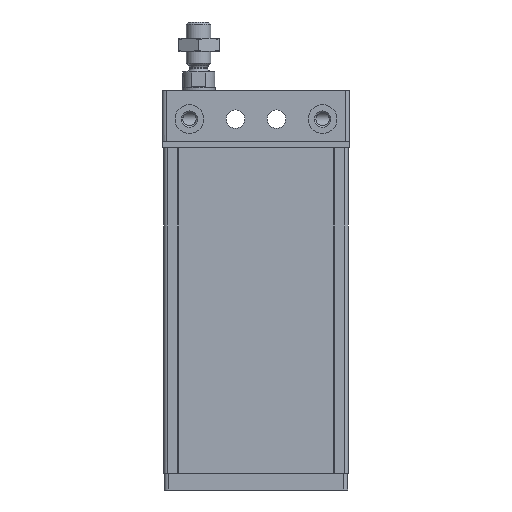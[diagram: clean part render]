
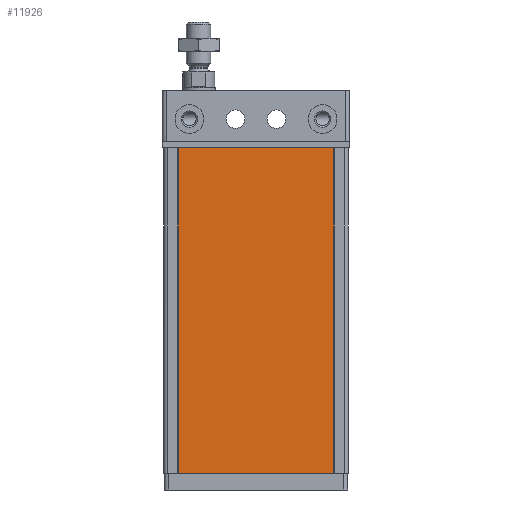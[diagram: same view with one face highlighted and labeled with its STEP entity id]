
A CAD part, front view. The second image highlights one B-rep face of the part: STEP entity #11926.
In plain terms, the highlighted planar face has unit normal (0, -1, 0).
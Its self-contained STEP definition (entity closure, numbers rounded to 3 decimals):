
#220=PLANE('',#15734);
#714=LINE('',#21549,#1676);
#715=LINE('',#21551,#1677);
#716=LINE('',#21553,#1678);
#717=LINE('',#21555,#1679);
#1676=VECTOR('',#17592,1000.);
#1677=VECTOR('',#17595,1000.);
#1678=VECTOR('',#17596,1000.);
#1679=VECTOR('',#17597,1000.);
#3594=ORIENTED_EDGE('',*,*,#6919,.F.);
#3595=ORIENTED_EDGE('',*,*,#6918,.F.);
#3596=ORIENTED_EDGE('',*,*,#6920,.T.);
#3597=ORIENTED_EDGE('',*,*,#6921,.T.);
#6918=EDGE_CURVE('',#8561,#8560,#714,.T.);
#6919=EDGE_CURVE('',#8560,#8562,#715,.T.);
#6920=EDGE_CURVE('',#8561,#8563,#716,.T.);
#6921=EDGE_CURVE('',#8563,#8562,#717,.T.);
#8560=VERTEX_POINT('',#21546);
#8561=VERTEX_POINT('',#21548);
#8562=VERTEX_POINT('',#21552);
#8563=VERTEX_POINT('',#21554);
#9656=EDGE_LOOP('',(#3594,#3595,#3596,#3597));
#10651=FACE_BOUND('',#9656,.T.);
#11926=ADVANCED_FACE('',(#10651),#220,.T.);
#15734=AXIS2_PLACEMENT_3D('',#21550,#17593,#17594);
#17592=DIRECTION('',(0.,0.,1.));
#17593=DIRECTION('',(0.,-1.,0.));
#17594=DIRECTION('',(0.,0.,-1.));
#17595=DIRECTION('',(1.,0.,0.));
#17596=DIRECTION('',(1.,0.,0.));
#17597=DIRECTION('',(0.,0.,1.));
#21546=CARTESIAN_POINT('',(-20.,1.1,0.));
#21548=CARTESIAN_POINT('',(-20.,1.1,-79.5));
#21549=CARTESIAN_POINT('',(-20.,1.1,-79.5));
#21550=CARTESIAN_POINT('',(-20.,1.1,-79.5));
#21551=CARTESIAN_POINT('',(-20.,1.1,0.));
#21552=CARTESIAN_POINT('',(20.,1.1,0.));
#21553=CARTESIAN_POINT('',(-20.,1.1,-79.5));
#21554=CARTESIAN_POINT('',(20.,1.1,-79.5));
#21555=CARTESIAN_POINT('',(20.,1.1,-79.5));
